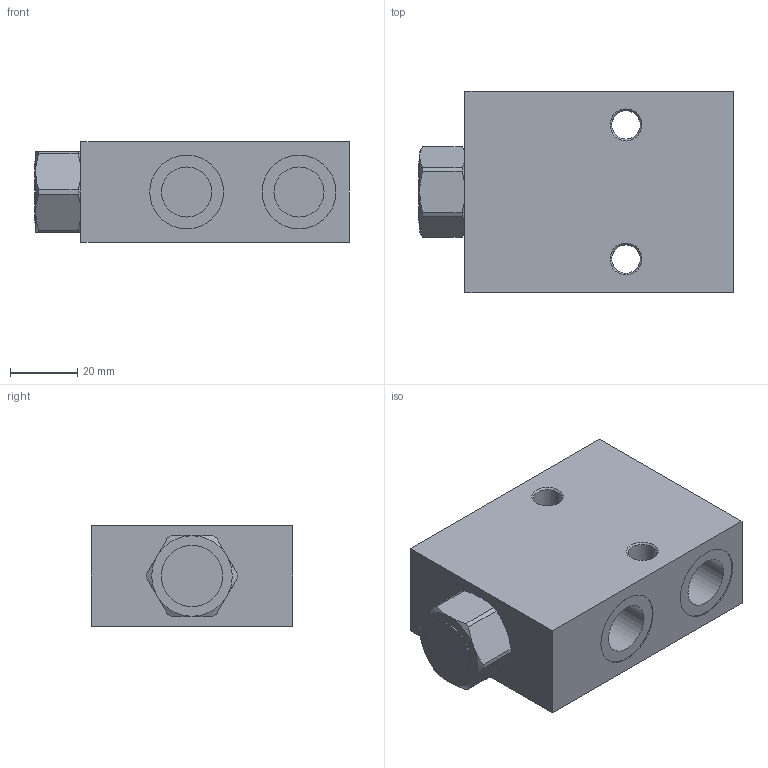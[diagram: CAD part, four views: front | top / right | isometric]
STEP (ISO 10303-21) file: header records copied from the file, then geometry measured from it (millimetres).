
FILE_DESCRIPTION(/* description */ ('Unknown'),/* implementation_level */ '2;1');
FILE_NAME(/* name */ 'V0274',/* time_stamp */ '2019-02-14T12:04:31+01:00',/* author */ ('Unknown'),/* organization */ ('Unknown'),/* preprocessor_version */ 'ST-DEVELOPER v16',/* originating_system */ 'DEX',/* authorisation */ $);
FILE_SCHEMA (('AUTOMOTIVE_DESIGN {1 0 10303 214 3 1 1}'));
Length unit declared in the file: millimetre
Products named in the file (1): V0274
Bounding box: 93.8 x 60 x 30 mm (x, y, z)
Volume: 135868.8 mm3; surface area: 23548.1 mm2
Topology: 1 solids, 1 shells, 55 faces, 115 edges, 72 vertices
Faces by surface type: plane 22, cylinder 17, cone 16
Full cylindrical faces by diameter (mm): 8.5 x2, 14.95 x4, 18.3 x1, 22 x4
Entity records: 1767 total; most frequent: CARTESIAN_POINT 272, DIRECTION 236, ORIENTED_EDGE 196, AXIS2_PLACEMENT_3D 106, EDGE_CURVE 98, EDGE_LOOP 84, FACE_BOUND 84, VERTEX_POINT 70
